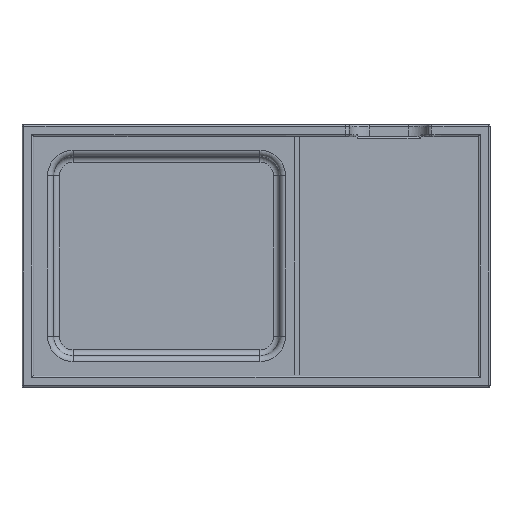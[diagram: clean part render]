
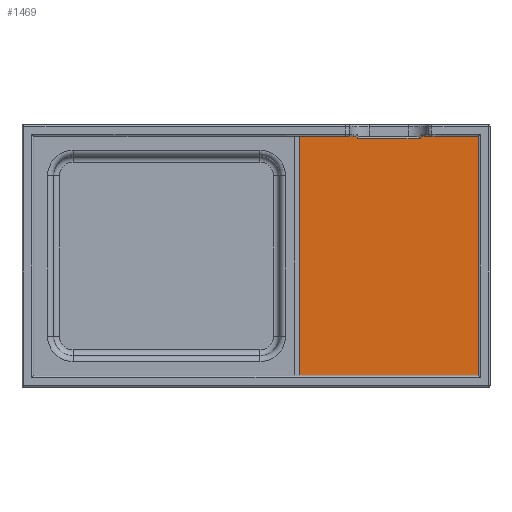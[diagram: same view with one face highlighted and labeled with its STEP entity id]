
A CAD part, top view. The second image highlights one B-rep face of the part: STEP entity #1469.
In plain terms, the highlighted planar face has unit normal (0, 0, 1).
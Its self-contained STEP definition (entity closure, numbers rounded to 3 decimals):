
#15=B_SPLINE_CURVE_WITH_KNOTS('',3,(#2550,#2551,#2552,#2553,#2554,#2555,
#2556,#2557,#2558,#2559),.UNSPECIFIED.,.F.,.F.,(4,2,2,2,4),(0.148,
0.16,0.177,0.199,0.224),
 .UNSPECIFIED.);
#16=B_SPLINE_CURVE_WITH_KNOTS('',3,(#2565,#2566,#2567,#2568,#2569,#2570,
#2571,#2572,#2573,#2574),.UNSPECIFIED.,.F.,.F.,(4,2,2,2,4),(0.072,
0.096,0.118,0.135,0.148),
 .UNSPECIFIED.);
#287=FACE_OUTER_BOUND('',#388,.T.);
#388=EDGE_LOOP('',(#1336,#1337,#1338,#1339,#1340,#1341,#1342,#1343,#1344,
#1345));
#394=LINE('',#2181,#499);
#432=LINE('',#2361,#537);
#436=LINE('',#2370,#541);
#438=LINE('',#2374,#543);
#440=LINE('',#2380,#545);
#479=LINE('',#2607,#584);
#484=LINE('',#2632,#589);
#486=LINE('',#2636,#591);
#499=VECTOR('',#1687,10.);
#537=VECTOR('',#1871,10.);
#541=VECTOR('',#1881,10.);
#543=VECTOR('',#1885,10.);
#545=VECTOR('',#1891,10.);
#584=VECTOR('',#2104,10.);
#589=VECTOR('',#2119,10.);
#591=VECTOR('',#2125,10.);
#603=VERTEX_POINT('',#2178);
#604=VERTEX_POINT('',#2180);
#655=VERTEX_POINT('',#2360);
#657=VERTEX_POINT('',#2368);
#658=VERTEX_POINT('',#2372);
#660=VERTEX_POINT('',#2378);
#704=VERTEX_POINT('',#2549);
#705=VERTEX_POINT('',#2564);
#709=VERTEX_POINT('',#2592);
#711=VERTEX_POINT('',#2606);
#724=EDGE_CURVE('',#604,#603,#394,.T.);
#806=EDGE_CURVE('',#655,#604,#432,.T.);
#811=EDGE_CURVE('',#603,#657,#436,.T.);
#813=EDGE_CURVE('',#657,#658,#438,.T.);
#816=EDGE_CURVE('',#658,#660,#440,.T.);
#893=EDGE_CURVE('',#655,#704,#15,.F.);
#896=EDGE_CURVE('',#705,#660,#16,.F.);
#906=EDGE_CURVE('',#709,#711,#479,.T.);
#914=EDGE_CURVE('',#711,#705,#484,.T.);
#916=EDGE_CURVE('',#704,#709,#486,.T.);
#1336=ORIENTED_EDGE('',*,*,#916,.F.);
#1337=ORIENTED_EDGE('',*,*,#893,.F.);
#1338=ORIENTED_EDGE('',*,*,#806,.T.);
#1339=ORIENTED_EDGE('',*,*,#724,.T.);
#1340=ORIENTED_EDGE('',*,*,#811,.T.);
#1341=ORIENTED_EDGE('',*,*,#813,.T.);
#1342=ORIENTED_EDGE('',*,*,#816,.T.);
#1343=ORIENTED_EDGE('',*,*,#896,.F.);
#1344=ORIENTED_EDGE('',*,*,#914,.F.);
#1345=ORIENTED_EDGE('',*,*,#906,.F.);
#1373=PLANE('',#1675);
#1469=ADVANCED_FACE('',(#287),#1373,.T.);
#1675=AXIS2_PLACEMENT_3D('',#2664,#2165,#2166);
#1687=DIRECTION('',(0.,-1.,0.));
#1871=DIRECTION('',(-1.,0.,0.));
#1881=DIRECTION('',(1.,0.,0.));
#1885=DIRECTION('',(0.,1.,0.));
#1891=DIRECTION('',(-1.,0.,0.));
#2104=DIRECTION('',(1.,0.,0.));
#2119=DIRECTION('',(0.,1.,0.));
#2125=DIRECTION('',(0.,-1.,0.));
#2165=DIRECTION('center_axis',(0.,0.,1.));
#2166=DIRECTION('ref_axis',(1.,0.,0.));
#2178=CARTESIAN_POINT('',(8.8,-24.3,1.6));
#2180=CARTESIAN_POINT('',(8.8,24.3,1.6));
#2181=CARTESIAN_POINT('',(8.8,-12.15,1.6));
#2360=CARTESIAN_POINT('',(19.98,24.3,1.6));
#2361=CARTESIAN_POINT('',(-45.2,24.3,1.6));
#2368=CARTESIAN_POINT('',(45.2,-24.3,1.6));
#2370=CARTESIAN_POINT('',(45.2,-24.3,1.6));
#2372=CARTESIAN_POINT('',(45.2,24.3,1.6));
#2374=CARTESIAN_POINT('',(45.2,24.3,1.6));
#2378=CARTESIAN_POINT('',(34.02,24.3,1.6));
#2380=CARTESIAN_POINT('',(-45.2,24.3,1.6));
#2549=CARTESIAN_POINT('',(20.6,24.7,1.6));
#2550=CARTESIAN_POINT('Ctrl Pts',(20.6,24.7,1.6));
#2551=CARTESIAN_POINT('Ctrl Pts',(20.6,24.658,1.6));
#2552=CARTESIAN_POINT('Ctrl Pts',(20.586,24.609,1.6));
#2553=CARTESIAN_POINT('Ctrl Pts',(20.538,24.523,1.6));
#2554=CARTESIAN_POINT('Ctrl Pts',(20.491,24.475,1.6));
#2555=CARTESIAN_POINT('Ctrl Pts',(20.388,24.399,1.6));
#2556=CARTESIAN_POINT('Ctrl Pts',(20.309,24.362,1.6));
#2557=CARTESIAN_POINT('Ctrl Pts',(20.161,24.315,1.6));
#2558=CARTESIAN_POINT('Ctrl Pts',(20.063,24.3,1.6));
#2559=CARTESIAN_POINT('Ctrl Pts',(19.98,24.3,1.6));
#2564=CARTESIAN_POINT('',(33.4,24.7,1.6));
#2565=CARTESIAN_POINT('Ctrl Pts',(34.02,24.3,1.6));
#2566=CARTESIAN_POINT('Ctrl Pts',(33.937,24.3,1.6));
#2567=CARTESIAN_POINT('Ctrl Pts',(33.839,24.315,1.6));
#2568=CARTESIAN_POINT('Ctrl Pts',(33.691,24.362,1.6));
#2569=CARTESIAN_POINT('Ctrl Pts',(33.612,24.399,1.6));
#2570=CARTESIAN_POINT('Ctrl Pts',(33.509,24.475,1.6));
#2571=CARTESIAN_POINT('Ctrl Pts',(33.462,24.523,1.6));
#2572=CARTESIAN_POINT('Ctrl Pts',(33.414,24.609,1.6));
#2573=CARTESIAN_POINT('Ctrl Pts',(33.4,24.658,1.6));
#2574=CARTESIAN_POINT('Ctrl Pts',(33.4,24.7,1.6));
#2592=CARTESIAN_POINT('',(20.6,23.9,1.6));
#2606=CARTESIAN_POINT('',(33.4,23.9,1.6));
#2607=CARTESIAN_POINT('',(13.5,23.9,1.6));
#2632=CARTESIAN_POINT('',(33.4,26.7,1.6));
#2636=CARTESIAN_POINT('',(20.6,26.7,1.6));
#2664=CARTESIAN_POINT('Origin',(0.,0.,1.6));
